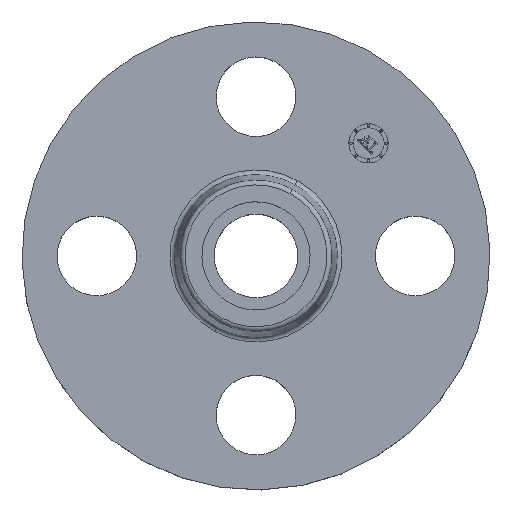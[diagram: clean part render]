
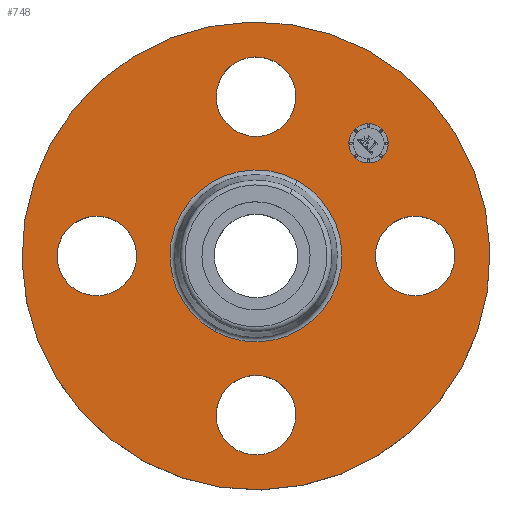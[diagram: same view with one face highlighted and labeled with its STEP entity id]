
A CAD part, top view. The second image highlights one B-rep face of the part: STEP entity #748.
In plain terms, the highlighted planar face has unit normal (0, 0, 1).
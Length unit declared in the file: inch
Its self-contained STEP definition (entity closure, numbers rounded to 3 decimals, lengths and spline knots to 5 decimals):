
#38=AXIS2_PLACEMENT_3D('Plane Axis2P3D',#35,#36,#37) ;
#305=AXIS2_PLACEMENT_3D('Circle Axis2P3D',#303,#304,$) ;
#324=AXIS2_PLACEMENT_3D('Circle Axis2P3D',#322,#323,$) ;
#341=AXIS2_PLACEMENT_3D('Circle Axis2P3D',#339,#340,$) ;
#376=AXIS2_PLACEMENT_3D('Circle Axis2P3D',#374,#375,$) ;
#526=AXIS2_PLACEMENT_3D('Circle Axis2P3D',#524,#525,$) ;
#538=AXIS2_PLACEMENT_3D('Circle Axis2P3D',#536,#537,$) ;
#569=AXIS2_PLACEMENT_3D('Circle Axis2P3D',#567,#568,$) ;
#581=AXIS2_PLACEMENT_3D('Circle Axis2P3D',#579,#580,$) ;
#612=AXIS2_PLACEMENT_3D('Circle Axis2P3D',#610,#611,$) ;
#624=AXIS2_PLACEMENT_3D('Circle Axis2P3D',#622,#623,$) ;
#655=AXIS2_PLACEMENT_3D('Circle Axis2P3D',#653,#654,$) ;
#667=AXIS2_PLACEMENT_3D('Circle Axis2P3D',#665,#666,$) ;
#732=AXIS2_PLACEMENT_3D('Circle Axis2P3D',#730,#731,$) ;
#741=AXIS2_PLACEMENT_3D('Circle Axis2P3D',#739,#740,$) ;
#35=CARTESIAN_POINT('Axis2P3D Location',(0.,2.94,1.12)) ;
#300=CARTESIAN_POINT('Vertex',(-1.40951,-2.58009,1.12)) ;
#303=CARTESIAN_POINT('Axis2P3D Location',(0.,0.,1.12)) ;
#307=CARTESIAN_POINT('Vertex',(1.40951,2.58009,1.12)) ;
#322=CARTESIAN_POINT('Axis2P3D Location',(0.,0.,1.12)) ;
#339=CARTESIAN_POINT('Axis2P3D Location',(0.,0.,1.12)) ;
#343=CARTESIAN_POINT('Vertex',(0.51795,0.94809,1.12)) ;
#345=CARTESIAN_POINT('Vertex',(-0.51795,-0.94809,1.12)) ;
#374=CARTESIAN_POINT('Axis2P3D Location',(0.,0.,1.12)) ;
#514=CARTESIAN_POINT('Vertex',(0.23971,2.43879,1.12)) ;
#521=CARTESIAN_POINT('Vertex',(-0.23971,1.56121,1.12)) ;
#524=CARTESIAN_POINT('Axis2P3D Location',(0.,2.,1.12)) ;
#536=CARTESIAN_POINT('Axis2P3D Location',(0.,2.,1.12)) ;
#557=CARTESIAN_POINT('Vertex',(-2.43879,0.23971,1.12)) ;
#564=CARTESIAN_POINT('Vertex',(-1.56121,-0.23971,1.12)) ;
#567=CARTESIAN_POINT('Axis2P3D Location',(-2.,0.,1.12)) ;
#579=CARTESIAN_POINT('Axis2P3D Location',(-2.,0.,1.12)) ;
#600=CARTESIAN_POINT('Vertex',(-0.23971,-2.43879,1.12)) ;
#607=CARTESIAN_POINT('Vertex',(0.23971,-1.56121,1.12)) ;
#610=CARTESIAN_POINT('Axis2P3D Location',(0.,-2.,1.12)) ;
#622=CARTESIAN_POINT('Axis2P3D Location',(0.,-2.,1.12)) ;
#643=CARTESIAN_POINT('Vertex',(1.56121,0.23971,1.12)) ;
#650=CARTESIAN_POINT('Vertex',(2.43879,-0.23971,1.12)) ;
#653=CARTESIAN_POINT('Axis2P3D Location',(2.,0.,1.12)) ;
#665=CARTESIAN_POINT('Axis2P3D Location',(2.,0.,1.12)) ;
#730=CARTESIAN_POINT('Axis2P3D Location',(1.41421,1.41421,1.12)) ;
#734=CARTESIAN_POINT('Vertex',(1.2392,1.58922,1.12)) ;
#736=CARTESIAN_POINT('Vertex',(1.58922,1.2392,1.12)) ;
#739=CARTESIAN_POINT('Axis2P3D Location',(1.41421,1.41421,1.12)) ;
#36=DIRECTION('Axis2P3D Direction',(0.,0.,-0.039)) ;
#37=DIRECTION('Axis2P3D XDirection',(0.039,0.,0.)) ;
#304=DIRECTION('Axis2P3D Direction',(0.,0.,-0.039)) ;
#323=DIRECTION('Axis2P3D Direction',(0.,0.,-0.039)) ;
#340=DIRECTION('Axis2P3D Direction',(0.,0.,-0.039)) ;
#375=DIRECTION('Axis2P3D Direction',(0.,0.,-0.039)) ;
#525=DIRECTION('Axis2P3D Direction',(0.,0.,-0.039)) ;
#537=DIRECTION('Axis2P3D Direction',(0.,0.,-0.039)) ;
#568=DIRECTION('Axis2P3D Direction',(-0.,0.,-0.039)) ;
#580=DIRECTION('Axis2P3D Direction',(-0.,0.,-0.039)) ;
#611=DIRECTION('Axis2P3D Direction',(0.,-0.,-0.039)) ;
#623=DIRECTION('Axis2P3D Direction',(0.,-0.,-0.039)) ;
#654=DIRECTION('Axis2P3D Direction',(0.,-0.,-0.039)) ;
#666=DIRECTION('Axis2P3D Direction',(0.,-0.,-0.039)) ;
#731=DIRECTION('Axis2P3D Direction',(0.,0.,-0.039)) ;
#740=DIRECTION('Axis2P3D Direction',(0.,0.,-0.039)) ;
#707=ORIENTED_EDGE('',*,*,#326,.F.) ;
#708=ORIENTED_EDGE('',*,*,#309,.F.) ;
#711=ORIENTED_EDGE('',*,*,#657,.T.) ;
#712=ORIENTED_EDGE('',*,*,#669,.T.) ;
#715=ORIENTED_EDGE('',*,*,#378,.T.) ;
#716=ORIENTED_EDGE('',*,*,#347,.T.) ;
#719=ORIENTED_EDGE('',*,*,#614,.T.) ;
#720=ORIENTED_EDGE('',*,*,#626,.T.) ;
#723=ORIENTED_EDGE('',*,*,#571,.T.) ;
#724=ORIENTED_EDGE('',*,*,#583,.T.) ;
#727=ORIENTED_EDGE('',*,*,#528,.T.) ;
#728=ORIENTED_EDGE('',*,*,#540,.T.) ;
#745=ORIENTED_EDGE('',*,*,#738,.T.) ;
#746=ORIENTED_EDGE('',*,*,#743,.T.) ;
#713=FACE_BOUND('',#710,.T.) ;
#717=FACE_BOUND('',#714,.T.) ;
#721=FACE_BOUND('',#718,.T.) ;
#725=FACE_BOUND('',#722,.T.) ;
#729=FACE_BOUND('',#726,.T.) ;
#747=FACE_BOUND('',#744,.T.) ;
#748=ADVANCED_FACE('PartBody',(#709,#713,#717,#721,#725,#729,#747),#39,.F.) ;
#306=CIRCLE('generated circle',#305,2.94) ;
#325=CIRCLE('generated circle',#324,2.94) ;
#342=CIRCLE('generated circle',#341,1.08035) ;
#377=CIRCLE('generated circle',#376,1.08035) ;
#527=CIRCLE('generated circle',#526,0.5) ;
#539=CIRCLE('generated circle',#538,0.5) ;
#570=CIRCLE('generated circle',#569,0.5) ;
#582=CIRCLE('generated circle',#581,0.5) ;
#613=CIRCLE('generated circle',#612,0.5) ;
#625=CIRCLE('generated circle',#624,0.5) ;
#656=CIRCLE('generated circle',#655,0.5) ;
#668=CIRCLE('generated circle',#667,0.5) ;
#733=CIRCLE('generated circle',#732,0.2475) ;
#742=CIRCLE('generated circle',#741,0.2475) ;
#309=EDGE_CURVE('',#301,#308,#306,.T.) ;
#326=EDGE_CURVE('',#308,#301,#325,.T.) ;
#347=EDGE_CURVE('',#344,#346,#342,.T.) ;
#378=EDGE_CURVE('',#346,#344,#377,.T.) ;
#528=EDGE_CURVE('',#515,#522,#527,.T.) ;
#540=EDGE_CURVE('',#522,#515,#539,.T.) ;
#571=EDGE_CURVE('',#558,#565,#570,.T.) ;
#583=EDGE_CURVE('',#565,#558,#582,.T.) ;
#614=EDGE_CURVE('',#601,#608,#613,.T.) ;
#626=EDGE_CURVE('',#608,#601,#625,.T.) ;
#657=EDGE_CURVE('',#644,#651,#656,.T.) ;
#669=EDGE_CURVE('',#651,#644,#668,.T.) ;
#738=EDGE_CURVE('',#735,#737,#733,.T.) ;
#743=EDGE_CURVE('',#737,#735,#742,.T.) ;
#706=EDGE_LOOP('',(#707,#708)) ;
#710=EDGE_LOOP('',(#711,#712)) ;
#714=EDGE_LOOP('',(#715,#716)) ;
#718=EDGE_LOOP('',(#719,#720)) ;
#722=EDGE_LOOP('',(#723,#724)) ;
#726=EDGE_LOOP('',(#727,#728)) ;
#744=EDGE_LOOP('',(#745,#746)) ;
#709=FACE_OUTER_BOUND('',#706,.T.) ;
#39=PLANE('',#38) ;
#301=VERTEX_POINT('',#300) ;
#308=VERTEX_POINT('',#307) ;
#344=VERTEX_POINT('',#343) ;
#346=VERTEX_POINT('',#345) ;
#515=VERTEX_POINT('',#514) ;
#522=VERTEX_POINT('',#521) ;
#558=VERTEX_POINT('',#557) ;
#565=VERTEX_POINT('',#564) ;
#601=VERTEX_POINT('',#600) ;
#608=VERTEX_POINT('',#607) ;
#644=VERTEX_POINT('',#643) ;
#651=VERTEX_POINT('',#650) ;
#735=VERTEX_POINT('',#734) ;
#737=VERTEX_POINT('',#736) ;
